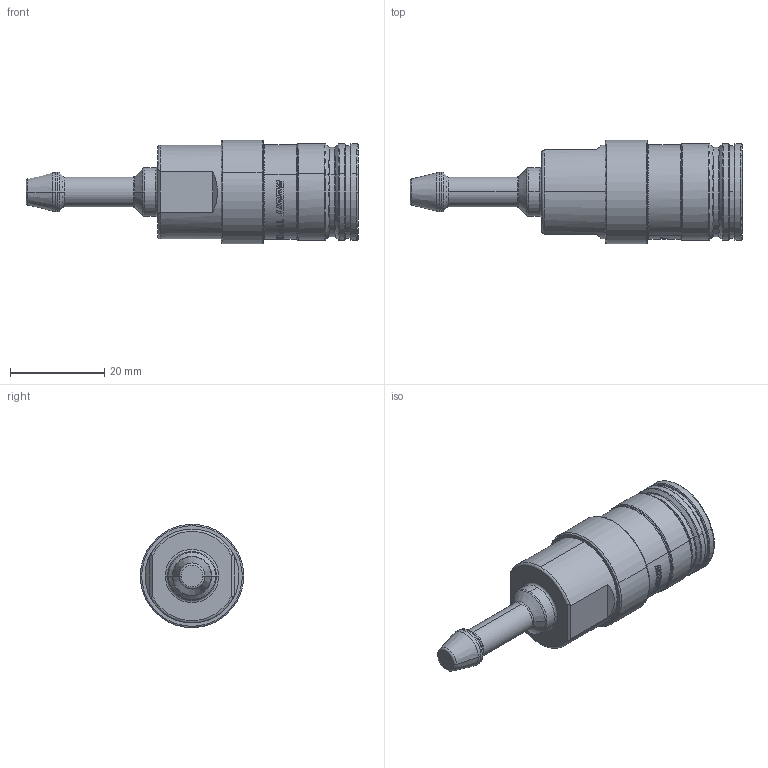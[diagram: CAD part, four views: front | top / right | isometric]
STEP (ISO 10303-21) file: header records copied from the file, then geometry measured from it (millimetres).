
FILE_DESCRIPTION (( 'STEP AP203' ), '1' );
FILE_NAME ('TPP 05S H07.STEP', '2025-01-21T00:58:26', ( 'Windows 蚚誧' ), ( '' ), 'SwSTEP 2.0', 'SolidWorks 2023', '' );
FILE_SCHEMA (( 'CONFIG_CONTROL_DESIGN' ));
Length unit declared in the file: millimetre
Products named in the file (1): TPP 05S H07
Bounding box: 70.6 x 22 x 21.99 mm (x, y, z)
Volume: 14145.2 mm3; surface area: 4504 mm2
Topology: 1 solids, 1 shells, 364 faces, 966 edges, 639 vertices
Faces by surface type: plane 162, bspline 78, cylinder 56, torus 38, cone 16, sphere 14
Entity records: 12963 total; most frequent: CARTESIAN_POINT 4771, ORIENTED_EDGE 1900, DIRECTION 1384, EDGE_CURVE 950, VERTEX_POINT 629, AXIS2_PLACEMENT_3D 541, EDGE_LOOP 405, FACE_OUTER_BOUND 364
